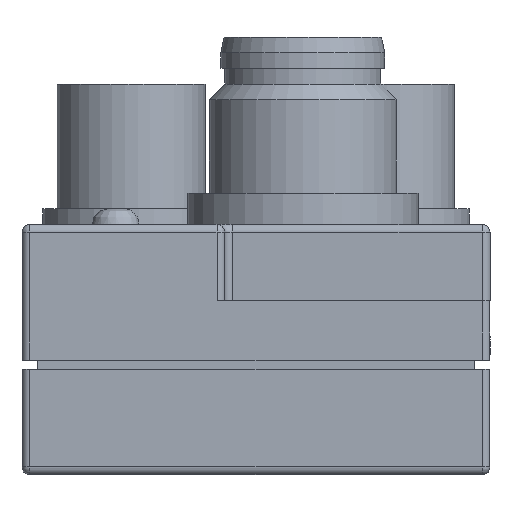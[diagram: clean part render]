
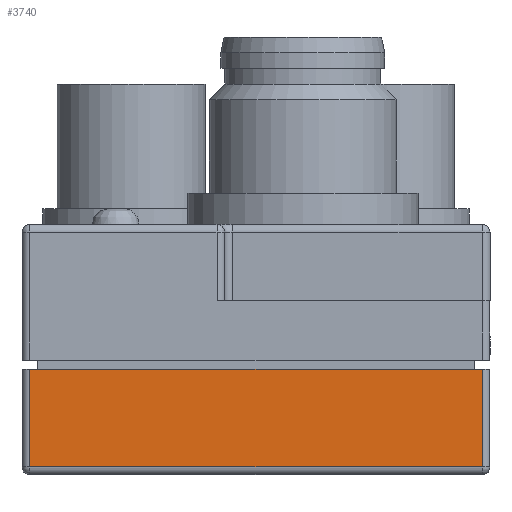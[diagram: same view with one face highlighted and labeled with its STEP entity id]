
A CAD part, front view. The second image highlights one B-rep face of the part: STEP entity #3740.
In plain terms, the highlighted planar face has unit normal (0, -1, 0).
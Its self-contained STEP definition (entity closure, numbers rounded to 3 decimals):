
#3465=CARTESIAN_POINT('',(29.5,0.0,-6.85));
#3466=VERTEX_POINT('',#3465);
#3509=CARTESIAN_POINT('',(0.5,0.0,-6.85));
#3510=VERTEX_POINT('',#3509);
#3534=CARTESIAN_POINT('',(29.5,0.0,-6.85));
#3535=DIRECTION('',(-1.0,0.0,0.0));
#3536=VECTOR('',#3535,29.0);
#3537=LINE('',#3534,#3536);
#3538=EDGE_CURVE('',#3466,#3510,#3537,.T.);
#3555=CARTESIAN_POINT('',(0.5,0.0,-0.6));
#3556=VERTEX_POINT('',#3555);
#3573=CARTESIAN_POINT('',(0.5,0.0,-6.85));
#3574=DIRECTION('',(0.0,0.0,1.0));
#3575=VECTOR('',#3574,6.25);
#3576=LINE('',#3573,#3575);
#3577=EDGE_CURVE('',#3510,#3556,#3576,.T.);
#3611=CARTESIAN_POINT('',(29.5,0.0,-0.6));
#3612=VERTEX_POINT('',#3611);
#3620=CARTESIAN_POINT('',(29.5,0.0,-0.6));
#3621=DIRECTION('',(0.0,0.0,-1.0));
#3622=VECTOR('',#3621,6.25);
#3623=LINE('',#3620,#3622);
#3624=EDGE_CURVE('',#3612,#3466,#3623,.T.);
#3724=CARTESIAN_POINT('',(0.0,0.0,-0.6));
#3725=DIRECTION('',(0.0,-1.0,0.0));
#3726=DIRECTION('',(0.0,0.0,-1.0));
#3727=AXIS2_PLACEMENT_3D('',#3724,#3725,#3726);
#3728=PLANE('',#3727);
#3729=ORIENTED_EDGE('',*,*,#3577,.F.);
#3730=ORIENTED_EDGE('',*,*,#3538,.F.);
#3731=ORIENTED_EDGE('',*,*,#3624,.F.);
#3732=CARTESIAN_POINT('',(29.5,0.0,-0.6));
#3733=DIRECTION('',(-1.0,0.0,0.0));
#3734=VECTOR('',#3733,29.);
#3735=LINE('',#3732,#3734);
#3736=EDGE_CURVE('',#3612,#3556,#3735,.T.);
#3737=ORIENTED_EDGE('',*,*,#3736,.T.);
#3738=EDGE_LOOP('',(#3729,#3730,#3731,#3737));
#3739=FACE_OUTER_BOUND('',#3738,.T.);
#3740=ADVANCED_FACE('',(#3739),#3728,.T.);
